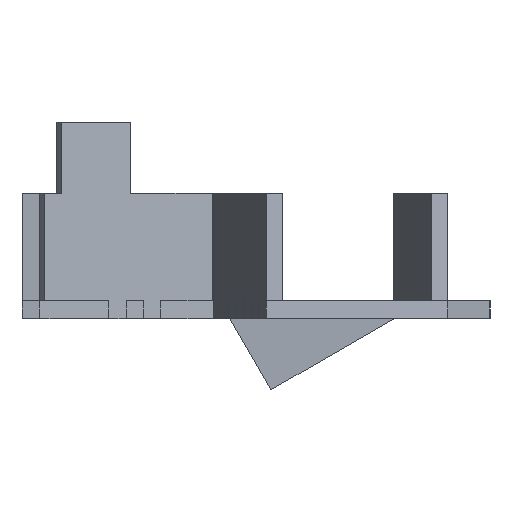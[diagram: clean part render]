
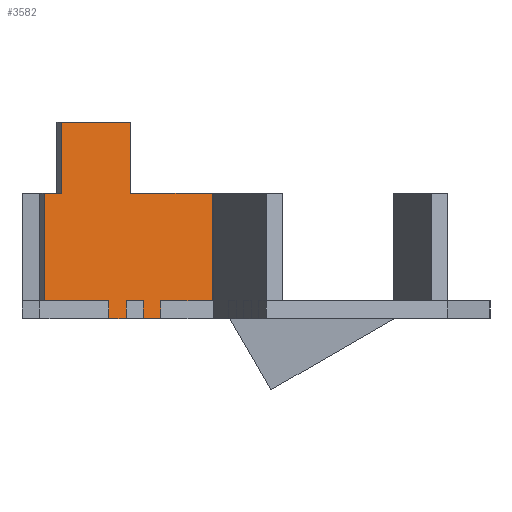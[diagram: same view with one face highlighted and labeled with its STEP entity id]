
A CAD part, left-side view. The second image highlights one B-rep face of the part: STEP entity #3582.
In plain terms, the highlighted face is planar.
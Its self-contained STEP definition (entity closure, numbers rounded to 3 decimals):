
#90 = LINE ( 'NONE', #2991, #3872 ) ;
#206 = CARTESIAN_POINT ( 'NONE',  ( -51.652, 2.67, 5. ) ) ;
#208 = VERTEX_POINT ( 'NONE', #384 ) ;
#240 = DIRECTION ( 'NONE',  ( 0., 1., 0. ) ) ;
#384 = CARTESIAN_POINT ( 'NONE',  ( -47.942, -32.33, 5. ) ) ;
#508 = DIRECTION ( 'NONE',  ( 0., -1., 0. ) ) ;
#514 = ORIENTED_EDGE ( 'NONE', *, *, #3653, .T. ) ;
#585 = FACE_OUTER_BOUND ( 'NONE', #1910, .T. ) ;
#646 = VECTOR ( 'NONE', #1945, 1000. ) ;
#666 = DIRECTION ( 'NONE',  ( 0., 1., 0. ) ) ;
#681 = VERTEX_POINT ( 'NONE', #2708 ) ;
#730 = LINE ( 'NONE', #2417, #646 ) ;
#732 = DIRECTION ( 'NONE',  ( 0., 0., 1. ) ) ;
#850 = DIRECTION ( 'NONE',  ( -1., 0., 0. ) ) ;
#881 = ORIENTED_EDGE ( 'NONE', *, *, #3427, .T. ) ;
#980 = EDGE_CURVE ( 'NONE', #6078, #4849, #1176, .T. ) ;
#1002 = LINE ( 'NONE', #206, #2172 ) ;
#1176 = LINE ( 'NONE', #1494, #3937 ) ;
#1259 = ORIENTED_EDGE ( 'NONE', *, *, #6114, .T. ) ;
#1265 = VECTOR ( 'NONE', #5442, 1000. ) ;
#1281 = VERTEX_POINT ( 'NONE', #3947 ) ;
#1292 = CARTESIAN_POINT ( 'NONE',  ( -27.942, 2.67, 5. ) ) ;
#1306 = CARTESIAN_POINT ( 'NONE',  ( -71.652, 2.67, 5. ) ) ;
#1384 = LINE ( 'NONE', #5016, #6216 ) ;
#1401 = VERTEX_POINT ( 'NONE', #4140 ) ;
#1407 = ORIENTED_EDGE ( 'NONE', *, *, #2377, .T. ) ;
#1410 = EDGE_CURVE ( 'NONE', #3951, #6076, #1002, .T. ) ;
#1494 = CARTESIAN_POINT ( 'NONE',  ( -71.652, 2.67, 5. ) ) ;
#1545 = CARTESIAN_POINT ( 'NONE',  ( -71.652, 22.67, 5. ) ) ;
#1567 = AXIS2_PLACEMENT_3D ( 'NONE', #2659, #732, #5154 ) ;
#1578 = CARTESIAN_POINT ( 'NONE',  ( -76.652, 2.67, 5. ) ) ;
#1585 = ORIENTED_EDGE ( 'NONE', *, *, #5631, .T. ) ;
#1589 = LINE ( 'NONE', #3496, #6188 ) ;
#1618 = VECTOR ( 'NONE', #1689, 1000. ) ;
#1620 = ORIENTED_EDGE ( 'NONE', *, *, #5527, .T. ) ;
#1638 = VERTEX_POINT ( 'NONE', #5346 ) ;
#1658 = ORIENTED_EDGE ( 'NONE', *, *, #2450, .T. ) ;
#1689 = DIRECTION ( 'NONE',  ( 1., 0., 0. ) ) ;
#1807 = VERTEX_POINT ( 'NONE', #5115 ) ;
#1830 = VECTOR ( 'NONE', #240, 1000. ) ;
#1903 = CARTESIAN_POINT ( 'NONE',  ( -76.652, 2.67, 5. ) ) ;
#1910 = EDGE_LOOP ( 'NONE', ( #3454, #881, #5840, #6313, #1407, #1658, #1585, #1620, #514, #2882, #4348, #5371, #4549, #1259, #4571, #4576 ) ) ;
#1945 = DIRECTION ( 'NONE',  ( 1., 0., 0. ) ) ;
#2048 = VECTOR ( 'NONE', #4098, 1000. ) ;
#2128 = DIRECTION ( 'NONE',  ( -1., 0., 0. ) ) ;
#2172 = VECTOR ( 'NONE', #6091, 1000. ) ;
#2373 = VECTOR ( 'NONE', #4379, 1000. ) ;
#2377 = EDGE_CURVE ( 'NONE', #1638, #5339, #1384, .T. ) ;
#2417 = CARTESIAN_POINT ( 'NONE',  ( -42.942, -27.33, 5. ) ) ;
#2450 = EDGE_CURVE ( 'NONE', #5339, #1401, #2527, .T. ) ;
#2482 = LINE ( 'NONE', #5405, #1265 ) ;
#2523 = CARTESIAN_POINT ( 'NONE',  ( -51.652, 22.67, 5. ) ) ;
#2527 = LINE ( 'NONE', #6110, #1618 ) ;
#2563 = EDGE_CURVE ( 'NONE', #1281, #3951, #5989, .T. ) ;
#2648 = EDGE_CURVE ( 'NONE', #5200, #681, #730, .T. ) ;
#2659 = CARTESIAN_POINT ( 'NONE',  ( 0., 0., 5. ) ) ;
#2708 = CARTESIAN_POINT ( 'NONE',  ( -27.942, -27.33, 5. ) ) ;
#2882 = ORIENTED_EDGE ( 'NONE', *, *, #2648, .T. ) ;
#2886 = DIRECTION ( 'NONE',  ( 0., -1., 0. ) ) ;
#2963 = EDGE_CURVE ( 'NONE', #681, #1281, #4110, .T. ) ;
#2991 = CARTESIAN_POINT ( 'NONE',  ( -47.942, -32.33, 5. ) ) ;
#3053 = CARTESIAN_POINT ( 'NONE',  ( -57.942, -32.33, 5. ) ) ;
#3085 = DIRECTION ( 'NONE',  ( 0., -1., 0. ) ) ;
#3091 = VECTOR ( 'NONE', #2886, 1000. ) ;
#3114 = CARTESIAN_POINT ( 'NONE',  ( -27.942, -27.33, 5. ) ) ;
#3324 = VECTOR ( 'NONE', #3085, 1000. ) ;
#3345 = LINE ( 'NONE', #6006, #2048 ) ;
#3403 = LINE ( 'NONE', #5315, #4505 ) ;
#3427 = EDGE_CURVE ( 'NONE', #1807, #6305, #4276, .T. ) ;
#3454 = ORIENTED_EDGE ( 'NONE', *, *, #5904, .T. ) ;
#3496 = CARTESIAN_POINT ( 'NONE',  ( -76.652, 2.67, 5. ) ) ;
#3582 = ADVANCED_FACE ( 'NONE', ( #585 ), #4080, .T. ) ;
#3605 = CARTESIAN_POINT ( 'NONE',  ( -52.942, -27.33, 5. ) ) ;
#3637 = LINE ( 'NONE', #5363, #3091 ) ;
#3653 = EDGE_CURVE ( 'NONE', #5032, #5200, #4359, .T. ) ;
#3791 = LINE ( 'NONE', #1578, #3324 ) ;
#3872 = VECTOR ( 'NONE', #5988, 1000. ) ;
#3937 = VECTOR ( 'NONE', #508, 1000. ) ;
#3947 = CARTESIAN_POINT ( 'NONE',  ( -27.942, 2.67, 5. ) ) ;
#3951 = VERTEX_POINT ( 'NONE', #6095 ) ;
#4080 = PLANE ( 'NONE',  #1567 ) ;
#4098 = DIRECTION ( 'NONE',  ( 1., 0., 0. ) ) ;
#4110 = LINE ( 'NONE', #3114, #6249 ) ;
#4140 = CARTESIAN_POINT ( 'NONE',  ( -47.942, -27.33, 5. ) ) ;
#4194 = CARTESIAN_POINT ( 'NONE',  ( -42.942, -32.33, 5. ) ) ;
#4276 = LINE ( 'NONE', #6372, #2373 ) ;
#4348 = ORIENTED_EDGE ( 'NONE', *, *, #2963, .T. ) ;
#4352 = CARTESIAN_POINT ( 'NONE',  ( -42.942, -32.33, 5. ) ) ;
#4359 = LINE ( 'NONE', #4194, #1830 ) ;
#4379 = DIRECTION ( 'NONE',  ( 1., 0., 0. ) ) ;
#4438 = EDGE_CURVE ( 'NONE', #5936, #1638, #3345, .T. ) ;
#4505 = VECTOR ( 'NONE', #6276, 1000. ) ;
#4515 = EDGE_CURVE ( 'NONE', #4849, #5064, #1589, .T. ) ;
#4549 = ORIENTED_EDGE ( 'NONE', *, *, #1410, .T. ) ;
#4571 = ORIENTED_EDGE ( 'NONE', *, *, #980, .T. ) ;
#4576 = ORIENTED_EDGE ( 'NONE', *, *, #4515, .T. ) ;
#4833 = VECTOR ( 'NONE', #850, 1000. ) ;
#4849 = VERTEX_POINT ( 'NONE', #1306 ) ;
#5016 = CARTESIAN_POINT ( 'NONE',  ( -52.942, -32.33, 5. ) ) ;
#5032 = VERTEX_POINT ( 'NONE', #4352 ) ;
#5042 = EDGE_CURVE ( 'NONE', #6305, #5936, #3403, .T. ) ;
#5064 = VERTEX_POINT ( 'NONE', #1903 ) ;
#5115 = CARTESIAN_POINT ( 'NONE',  ( -76.652, -27.33, 5. ) ) ;
#5154 = DIRECTION ( 'NONE',  ( 1., 0., 0. ) ) ;
#5200 = VERTEX_POINT ( 'NONE', #5961 ) ;
#5218 = CARTESIAN_POINT ( 'NONE',  ( -57.942, -27.33, 5. ) ) ;
#5315 = CARTESIAN_POINT ( 'NONE',  ( -57.942, -27.33, 5. ) ) ;
#5339 = VERTEX_POINT ( 'NONE', #3605 ) ;
#5346 = CARTESIAN_POINT ( 'NONE',  ( -52.942, -32.33, 5. ) ) ;
#5363 = CARTESIAN_POINT ( 'NONE',  ( -47.942, -27.33, 5. ) ) ;
#5371 = ORIENTED_EDGE ( 'NONE', *, *, #2563, .T. ) ;
#5405 = CARTESIAN_POINT ( 'NONE',  ( -71.652, 22.67, 5. ) ) ;
#5442 = DIRECTION ( 'NONE',  ( -1., 0., 0. ) ) ;
#5515 = DIRECTION ( 'NONE',  ( 0., 1., 0. ) ) ;
#5527 = EDGE_CURVE ( 'NONE', #208, #5032, #90, .T. ) ;
#5631 = EDGE_CURVE ( 'NONE', #1401, #208, #3637, .T. ) ;
#5840 = ORIENTED_EDGE ( 'NONE', *, *, #5042, .T. ) ;
#5904 = EDGE_CURVE ( 'NONE', #5064, #1807, #3791, .T. ) ;
#5936 = VERTEX_POINT ( 'NONE', #3053 ) ;
#5961 = CARTESIAN_POINT ( 'NONE',  ( -42.942, -27.33, 5. ) ) ;
#5988 = DIRECTION ( 'NONE',  ( 1., 0., 0. ) ) ;
#5989 = LINE ( 'NONE', #1292, #4833 ) ;
#6006 = CARTESIAN_POINT ( 'NONE',  ( -57.942, -32.33, 5. ) ) ;
#6076 = VERTEX_POINT ( 'NONE', #2523 ) ;
#6078 = VERTEX_POINT ( 'NONE', #1545 ) ;
#6091 = DIRECTION ( 'NONE',  ( 0., 1., 0. ) ) ;
#6095 = CARTESIAN_POINT ( 'NONE',  ( -51.652, 2.67, 5. ) ) ;
#6110 = CARTESIAN_POINT ( 'NONE',  ( -52.942, -27.33, 5. ) ) ;
#6114 = EDGE_CURVE ( 'NONE', #6076, #6078, #2482, .T. ) ;
#6188 = VECTOR ( 'NONE', #2128, 1000. ) ;
#6216 = VECTOR ( 'NONE', #5515, 1000. ) ;
#6249 = VECTOR ( 'NONE', #666, 1000. ) ;
#6276 = DIRECTION ( 'NONE',  ( 0., -1., 0. ) ) ;
#6305 = VERTEX_POINT ( 'NONE', #5218 ) ;
#6313 = ORIENTED_EDGE ( 'NONE', *, *, #4438, .T. ) ;
#6372 = CARTESIAN_POINT ( 'NONE',  ( -76.652, -27.33, 5. ) ) ;
